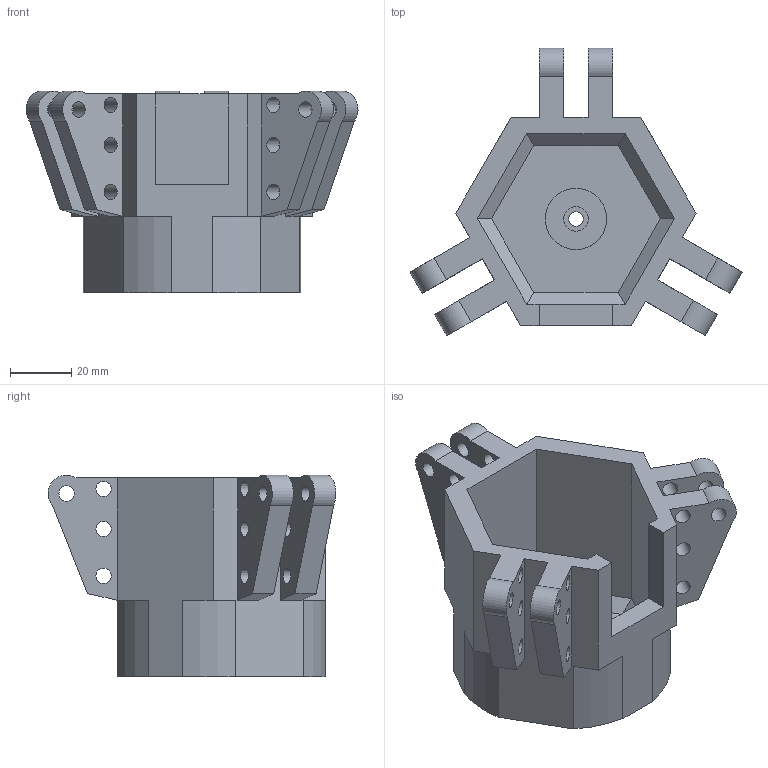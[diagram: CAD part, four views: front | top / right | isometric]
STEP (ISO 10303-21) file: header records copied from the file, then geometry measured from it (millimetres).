
FILE_DESCRIPTION(/* description */ (''),/* implementation_level */ '2;1');
FILE_NAME(/* name */ 'Marco v13.step',/* time_stamp */ '2023-06-26T18:11:41-05:00',/* author */ (''),/* organization */ (''),/* preprocessor_version */ 'ST-DEVELOPER v19.2',/* originating_system */ 'Autodesk Translation Framework v12.6.0.85',/* authorisation */ '');
FILE_SCHEMA (('AUTOMOTIVE_DESIGN { 1 0 10303 214 3 1 1 }'));
Length unit declared in the file: millimetre
Products named in the file (1): Marco
Bounding box: 108.47 x 93.96 x 65.89 mm (x, y, z)
Volume: 126817.2 mm3; surface area: 45290.5 mm2
Topology: 1 solids, 1 shells, 95 faces, 267 edges, 176 vertices
Faces by surface type: plane 56, cylinder 39
Full cylindrical faces by diameter (mm): 4.7 x1, 5 x24, 8 x1, 20 x1
Entity records: 3204 total; most frequent: CARTESIAN_POINT 539, DIRECTION 537, ORIENTED_EDGE 534, EDGE_CURVE 267, LINE 189, VECTOR 189, VERTEX_POINT 176, AXIS2_PLACEMENT_3D 174
